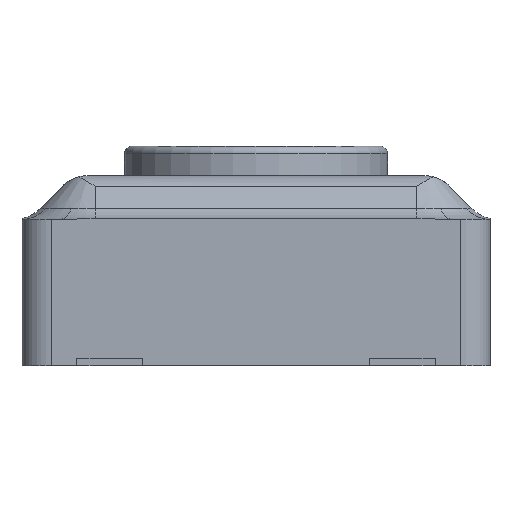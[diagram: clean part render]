
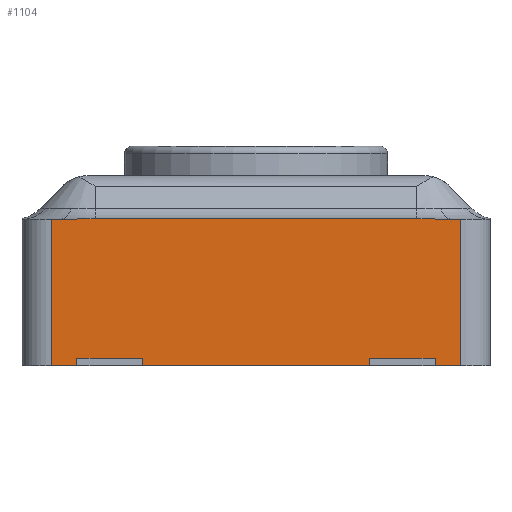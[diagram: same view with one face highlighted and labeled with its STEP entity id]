
A CAD part, front view. The second image highlights one B-rep face of the part: STEP entity #1104.
In plain terms, the highlighted planar face has unit normal (0, -1, 0).
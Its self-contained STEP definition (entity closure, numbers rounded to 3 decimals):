
#31=B_SPLINE_CURVE_WITH_KNOTS('',3,(#1733,#1734,#1735,#1736,#1737,#1738),
 .UNSPECIFIED.,.F.,.F.,(4,2,4),(0.,0.016,0.022),
 .UNSPECIFIED.);
#32=B_SPLINE_CURVE_WITH_KNOTS('',3,(#1742,#1743,#1744,#1745,#1746,#1747),
 .UNSPECIFIED.,.F.,.F.,(4,2,4),(-0.022,-0.016,
0.),.UNSPECIFIED.);
#48=PLANE('',#1205);
#99=LINE('',#1727,#192);
#100=LINE('',#1731,#193);
#101=LINE('',#1740,#194);
#102=LINE('',#1749,#195);
#103=LINE('',#1751,#196);
#104=LINE('',#1752,#197);
#192=VECTOR('',#1365,10.);
#193=VECTOR('',#1370,10.);
#194=VECTOR('',#1371,10.);
#195=VECTOR('',#1372,10.);
#196=VECTOR('',#1373,10.);
#197=VECTOR('',#1374,10.);
#291=FACE_OUTER_BOUND('',#360,.T.);
#360=EDGE_LOOP('',(#775,#776,#777,#778,#779,#780,#781,#782));
#493=VERTEX_POINT('',#1724);
#494=VERTEX_POINT('',#1726);
#495=VERTEX_POINT('',#1730);
#496=VERTEX_POINT('',#1732);
#497=VERTEX_POINT('',#1739);
#498=VERTEX_POINT('',#1741);
#499=VERTEX_POINT('',#1748);
#500=VERTEX_POINT('',#1750);
#601=EDGE_CURVE('',#493,#494,#99,.T.);
#603=EDGE_CURVE('',#495,#493,#100,.T.);
#604=EDGE_CURVE('',#496,#495,#31,.T.);
#605=EDGE_CURVE('',#497,#496,#101,.T.);
#606=EDGE_CURVE('',#498,#497,#32,.T.);
#607=EDGE_CURVE('',#499,#498,#102,.T.);
#608=EDGE_CURVE('',#500,#499,#103,.T.);
#609=EDGE_CURVE('',#494,#500,#104,.T.);
#775=ORIENTED_EDGE('',*,*,#601,.F.);
#776=ORIENTED_EDGE('',*,*,#603,.F.);
#777=ORIENTED_EDGE('',*,*,#604,.F.);
#778=ORIENTED_EDGE('',*,*,#605,.F.);
#779=ORIENTED_EDGE('',*,*,#606,.F.);
#780=ORIENTED_EDGE('',*,*,#607,.F.);
#781=ORIENTED_EDGE('',*,*,#608,.F.);
#782=ORIENTED_EDGE('',*,*,#609,.F.);
#1104=ADVANCED_FACE('',(#291),#48,.T.);
#1205=AXIS2_PLACEMENT_3D('',#1729,#1368,#1369);
#1365=DIRECTION('',(0.,0.,-1.));
#1368=DIRECTION('center_axis',(0.,-1.,0.));
#1369=DIRECTION('ref_axis',(1.,0.,0.));
#1370=DIRECTION('',(1.,0.,0.));
#1371=DIRECTION('',(1.,0.,0.));
#1372=DIRECTION('',(1.,0.,0.));
#1373=DIRECTION('',(0.,0.,1.));
#1374=DIRECTION('',(-1.,0.,0.));
#1724=CARTESIAN_POINT('',(1.4,-1.6,1.));
#1726=CARTESIAN_POINT('',(1.4,-1.6,0.));
#1727=CARTESIAN_POINT('',(1.4,-1.6,0.));
#1729=CARTESIAN_POINT('Origin',(-1.6,-1.6,0.));
#1730=CARTESIAN_POINT('',(1.338,-1.6,1.));
#1731=CARTESIAN_POINT('',(1.6,-1.6,1.));
#1732=CARTESIAN_POINT('',(1.1,-1.6,1.006));
#1733=CARTESIAN_POINT('Ctrl Pts',(1.1,-1.6,1.006));
#1734=CARTESIAN_POINT('Ctrl Pts',(1.152,-1.6,1.006));
#1735=CARTESIAN_POINT('Ctrl Pts',(1.214,-1.6,1.003));
#1736=CARTESIAN_POINT('Ctrl Pts',(1.288,-1.6,1.001));
#1737=CARTESIAN_POINT('Ctrl Pts',(1.315,-1.6,1.));
#1738=CARTESIAN_POINT('Ctrl Pts',(1.338,-1.6,1.));
#1739=CARTESIAN_POINT('',(-1.1,-1.6,1.006));
#1740=CARTESIAN_POINT('',(-0.313,-1.6,1.006));
#1741=CARTESIAN_POINT('',(-1.338,-1.6,1.));
#1742=CARTESIAN_POINT('Ctrl Pts',(-1.338,-1.6,1.));
#1743=CARTESIAN_POINT('Ctrl Pts',(-1.315,-1.6,1.));
#1744=CARTESIAN_POINT('Ctrl Pts',(-1.288,-1.6,1.001));
#1745=CARTESIAN_POINT('Ctrl Pts',(-1.214,-1.6,1.003));
#1746=CARTESIAN_POINT('Ctrl Pts',(-1.152,-1.6,1.006));
#1747=CARTESIAN_POINT('Ctrl Pts',(-1.1,-1.6,1.006));
#1748=CARTESIAN_POINT('',(-1.4,-1.6,1.));
#1749=CARTESIAN_POINT('',(1.6,-1.6,1.));
#1750=CARTESIAN_POINT('',(-1.4,-1.6,0.));
#1751=CARTESIAN_POINT('',(-1.4,-1.6,0.));
#1752=CARTESIAN_POINT('',(1.6,-1.6,0.));
